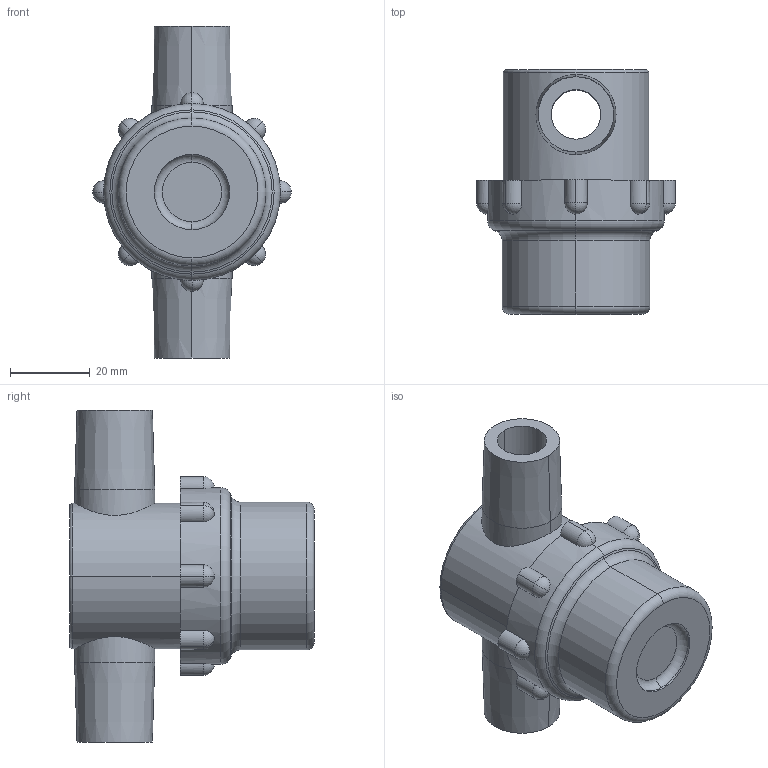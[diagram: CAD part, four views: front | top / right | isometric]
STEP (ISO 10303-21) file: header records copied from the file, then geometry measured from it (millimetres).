
FILE_DESCRIPTION (( 'STEP AP214' ), '1' );
FILE_NAME ('7203.STEP', '2011-06-15T19:28:57', ( 'Mary Jo Helmbrecht' ), ( 'DDC' ), 'SwSTEP 2.0', 'SolidWorks 2011', '' );
FILE_SCHEMA (( 'AUTOMOTIVE_DESIGN' ));
Length unit declared in the file: millimetre
Products named in the file (1): 7203
Bounding box: 50.04 x 61.59 x 83.53 mm (x, y, z)
Surface area: 18694.6 mm2 (no closed solid volume)
Topology: 0 solids, 2 shells, 76 faces, 210 edges, 124 vertices
Faces by surface type: cylinder 36, sphere 16, torus 12, cone 6, plane 6
Entity records: 3634 total; most frequent: CARTESIAN_POINT 999, DIRECTION 412, ORIENTED_EDGE 348, AXIS2_PLACEMENT_3D 181, EDGE_CURVE 178, VERTEX_POINT 108, CIRCLE 104, EDGE_LOOP 82
